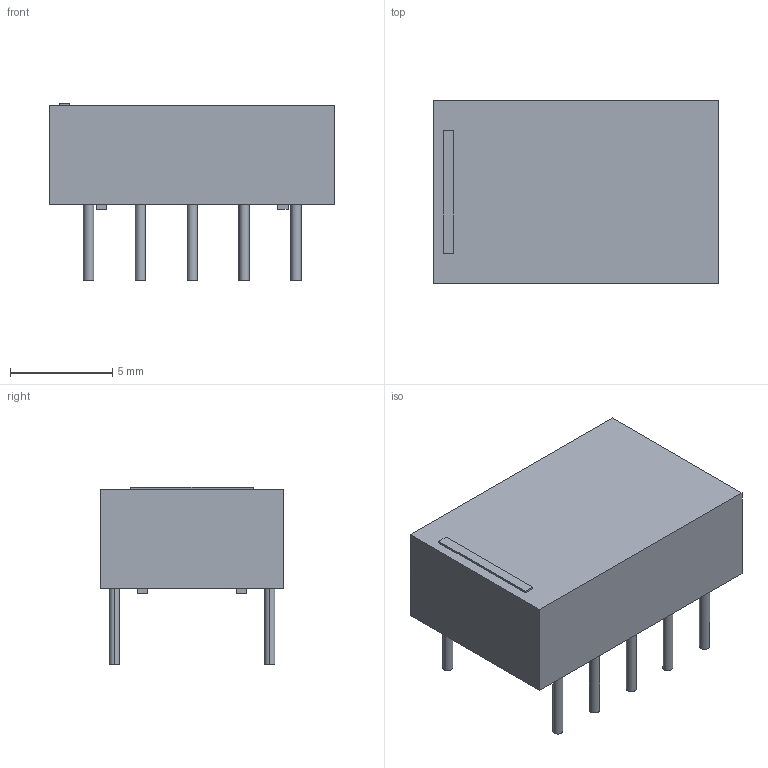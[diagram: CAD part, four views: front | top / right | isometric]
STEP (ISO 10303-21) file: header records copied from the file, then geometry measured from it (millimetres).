
FILE_DESCRIPTION((''),'2;1');
FILE_NAME('REL_TYCO-AXICOM_FP2.stp','2009-01-15T10:19:14',(''),(''),'Mechanical Desktop 2009','Mechanical Desktop 2009',', , ');
FILE_SCHEMA(('AUTOMOTIVE_DESIGN { 1 2 10303 214 1 1 1 1 }'));
Length unit declared in the file: millimetre
Products named in the file (1): Product
Bounding box: 14 x 9 x 8.7 mm (x, y, z)
Volume: 619 mm3; surface area: 549.2 mm2
Topology: 16 solids, 16 shells, 76 faces, 132 edges, 88 vertices
Faces by surface type: plane 44, cylinder 20, bspline 12
Entity records: 1860 total; most frequent: CARTESIAN_POINT 333, DIRECTION 302, ORIENTED_EDGE 264, EDGE_CURVE 132, AXIS2_PLACEMENT_3D 105, VECTOR 92, LINE 92, VERTEX_POINT 88
